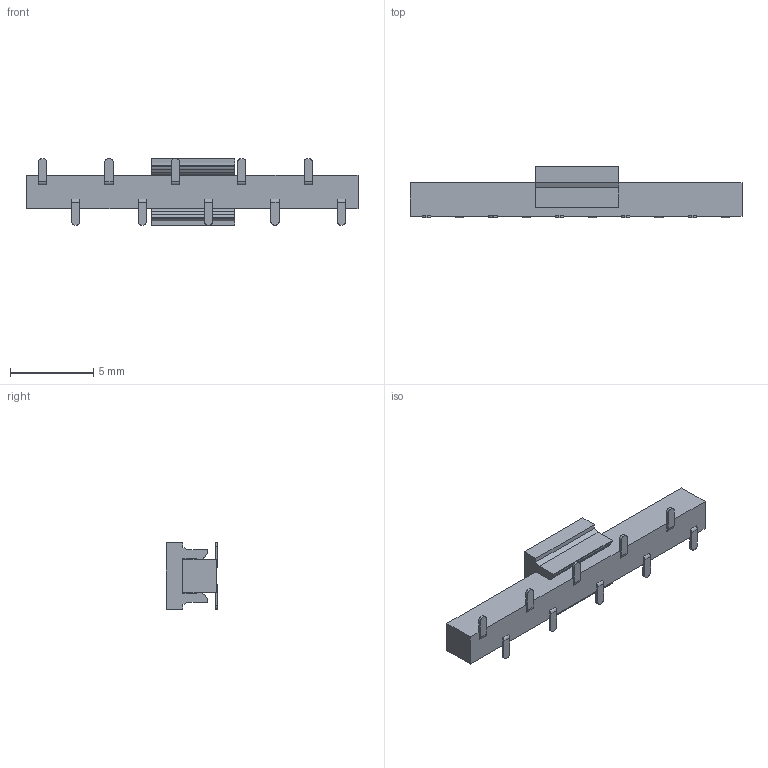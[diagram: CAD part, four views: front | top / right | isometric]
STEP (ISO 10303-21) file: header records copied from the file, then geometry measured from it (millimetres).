
FILE_DESCRIPTION( ('This file contains a STEP AP42 implementation' ,'as created by ZW3D STEP Interface translator.') ,'2;1' );
FILE_NAME( '2220t-1XXMXXCUNX1.stp' ,'23 412. 82623', (''), ('ZWCAD Software Co.'), 'Version 1.0', 'ZW3D to STEP translator', '' );
FILE_SCHEMA(('AUTOMOTIVE_DESIGN { 1 0 10303 214 1 1 1 1 }'));
Length unit declared in the file: millimetre
Products named in the file (2): 0; 2220t-120mxxcunx1001
Bounding box: 20 x 3.11 x 4 mm (x, y, z)
Volume: 3.6 mm3; surface area: 388 mm2
Topology: 2 solids, 3 shells, 824 faces, 2360 edges, 1530 vertices
Faces by surface type: plane 506, cylinder 318
Entity records: 28839 total; most frequent: CARTESIAN_POINT 6258, ORIENTED_EDGE 4756, DIRECTION 4331, EDGE_CURVE 2356, VECTOR 1679, LINE 1679, VERTEX_POINT 1522, AXIS2_PLACEMENT_3D 1326
